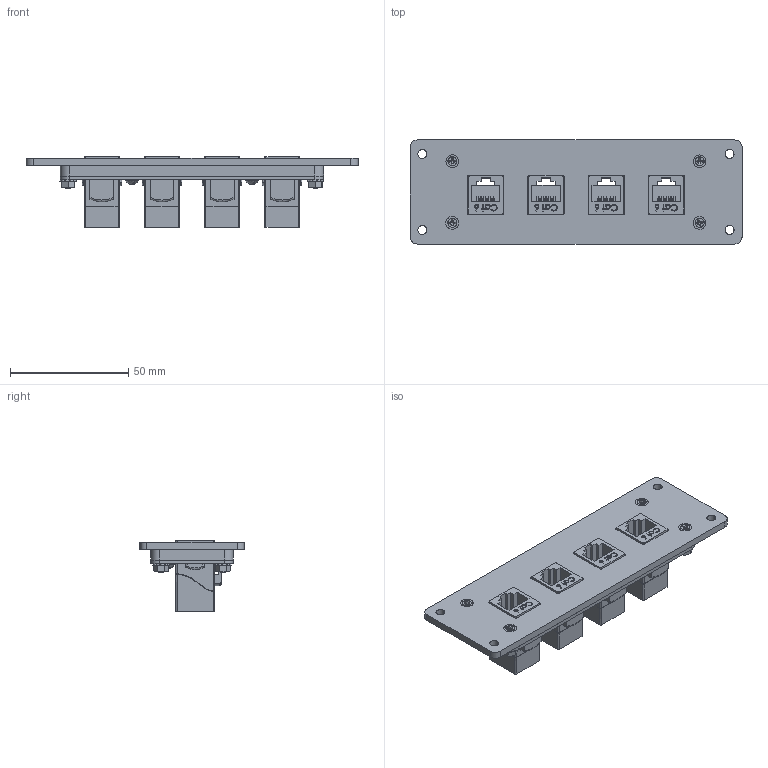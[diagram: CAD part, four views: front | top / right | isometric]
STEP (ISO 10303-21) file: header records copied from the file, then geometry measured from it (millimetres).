
FILE_DESCRIPTION (( 'STEP AP203' ), '1' );
FILE_NAME ('P-R62#4-H1RX_3D.STEP', '2018-11-21T22:00:42', ( '' ), ( '' ), 'SwSTEP 2.0', 'SolidWorks 2018', '' );
FILE_SCHEMA (( 'CONFIG_CONTROL_DESIGN' ));
Length unit declared in the file: millimetre
Products named in the file (9): P-R62#4-H1RX_3D; P-R62#4-H1RX_BP180_1; P-R62#4-H1RX_TP060_1; Z-000-4243316TFP; P-R62#4-H1RX_FP120_1; Z-300-RJ45CAT6; R62; 4-40 half inch flathead _90273A110; Z-002-M3HN_93825A110
Assembly tree (18 placements, depth 3):
  P-R62#4-H1RX_3D
    P-R62#4-H1RX_BP180_1
    P-R62#4-H1RX_TP060_1
    Z-000-4243316TFP  x2
    P-R62#4-H1RX_FP120_1
    R62  x4
      Z-300-RJ45CAT6
    4-40 half inch flathead _90273A110  x4
    Z-002-M3HN_93825A110  x4
Bounding box: 140.34 x 43.99 x 29.8 mm (x, y, z)
Volume: 52029.7 mm3; surface area: 43859.6 mm2
Topology: 17 solids, 17 shells, 2218 faces, 6210 edges, 4092 vertices
Faces by surface type: plane 1060, cylinder 476, bspline 452, cone 218, torus 12
Entity records: 30307 total; most frequent: CARTESIAN_POINT 13171, ORIENTED_EDGE 3880, DIRECTION 2461, EDGE_CURVE 1940, VERTEX_POINT 1282, VECTOR 1059, LINE 1059, EDGE_LOOP 810
